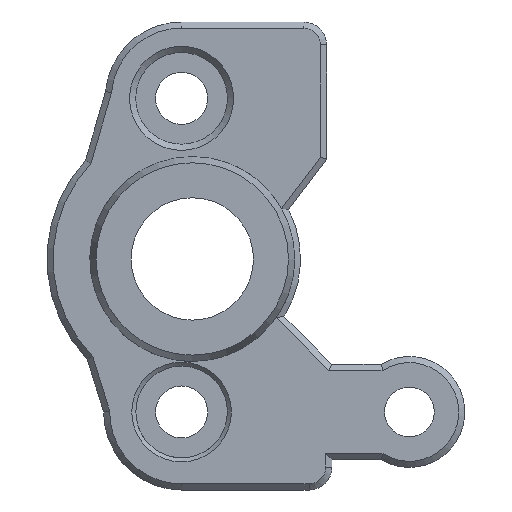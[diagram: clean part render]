
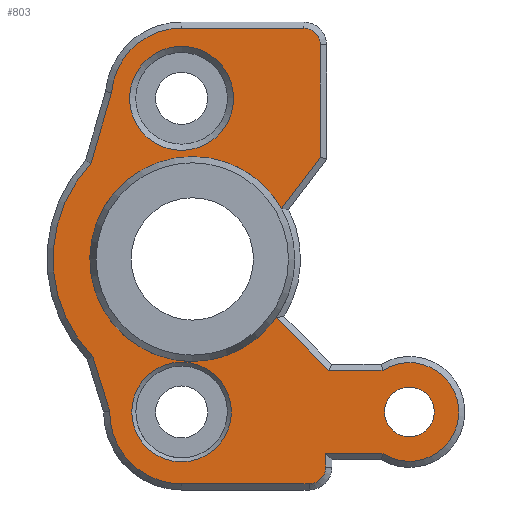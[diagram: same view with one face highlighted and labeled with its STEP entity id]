
A CAD part, front view. The second image highlights one B-rep face of the part: STEP entity #803.
In plain terms, the highlighted planar face has unit normal (0, -1, 0).
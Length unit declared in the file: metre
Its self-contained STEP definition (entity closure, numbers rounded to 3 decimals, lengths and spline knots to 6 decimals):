
#23=PLANE('',#898);
#49=LINE('',#1261,#107);
#52=LINE('',#1267,#110);
#54=LINE('',#1279,#112);
#56=LINE('',#1291,#114);
#60=LINE('',#1303,#118);
#62=LINE('',#1311,#120);
#65=LINE('',#1317,#123);
#69=LINE('',#1324,#127);
#70=LINE('',#1326,#128);
#78=LINE('',#1349,#136);
#107=VECTOR('',#1000,1.);
#110=VECTOR('',#1005,1.);
#112=VECTOR('',#1019,1.);
#114=VECTOR('',#1033,1.);
#118=VECTOR('',#1045,1.);
#120=VECTOR('',#1055,1.);
#123=VECTOR('',#1060,1.);
#127=VECTOR('',#1066,1.);
#128=VECTOR('',#1069,1.);
#136=VECTOR('',#1093,1.);
#259=ORIENTED_EDGE('',*,*,#457,.F.);
#260=ORIENTED_EDGE('',*,*,#458,.F.);
#261=ORIENTED_EDGE('',*,*,#396,.T.);
#262=ORIENTED_EDGE('',*,*,#447,.T.);
#263=ORIENTED_EDGE('',*,*,#442,.T.);
#264=ORIENTED_EDGE('',*,*,#405,.F.);
#265=ORIENTED_EDGE('',*,*,#459,.T.);
#266=ORIENTED_EDGE('',*,*,#439,.T.);
#267=ORIENTED_EDGE('',*,*,#438,.T.);
#268=ORIENTED_EDGE('',*,*,#435,.T.);
#269=ORIENTED_EDGE('',*,*,#432,.T.);
#270=ORIENTED_EDGE('',*,*,#429,.T.);
#271=ORIENTED_EDGE('',*,*,#426,.T.);
#272=ORIENTED_EDGE('',*,*,#423,.T.);
#273=ORIENTED_EDGE('',*,*,#420,.T.);
#274=ORIENTED_EDGE('',*,*,#417,.T.);
#275=ORIENTED_EDGE('',*,*,#411,.T.);
#276=ORIENTED_EDGE('',*,*,#414,.T.);
#277=ORIENTED_EDGE('',*,*,#446,.T.);
#278=ORIENTED_EDGE('',*,*,#392,.F.);
#392=EDGE_CURVE('',#502,#502,#575,.T.);
#396=EDGE_CURVE('',#504,#506,#579,.T.);
#405=EDGE_CURVE('',#513,#514,#584,.T.);
#411=EDGE_CURVE('',#516,#519,#587,.T.);
#414=EDGE_CURVE('',#519,#521,#49,.T.);
#417=EDGE_CURVE('',#522,#516,#52,.T.);
#420=EDGE_CURVE('',#524,#522,#590,.T.);
#423=EDGE_CURVE('',#526,#524,#54,.T.);
#426=EDGE_CURVE('',#528,#526,#594,.T.);
#429=EDGE_CURVE('',#530,#528,#56,.T.);
#432=EDGE_CURVE('',#532,#530,#597,.T.);
#435=EDGE_CURVE('',#534,#532,#60,.T.);
#438=EDGE_CURVE('',#536,#534,#599,.T.);
#439=EDGE_CURVE('',#538,#536,#62,.T.);
#442=EDGE_CURVE('',#540,#514,#65,.T.);
#446=EDGE_CURVE('',#521,#504,#69,.T.);
#447=EDGE_CURVE('',#506,#540,#70,.T.);
#457=EDGE_CURVE('',#547,#547,#602,.T.);
#458=EDGE_CURVE('',#548,#548,#603,.T.);
#459=EDGE_CURVE('',#513,#538,#78,.T.);
#502=VERTEX_POINT('',#1211);
#504=VERTEX_POINT('',#1215);
#506=VERTEX_POINT('',#1219);
#513=VERTEX_POINT('',#1241);
#514=VERTEX_POINT('',#1243);
#516=VERTEX_POINT('',#1249);
#519=VERTEX_POINT('',#1254);
#521=VERTEX_POINT('',#1260);
#522=VERTEX_POINT('',#1264);
#524=VERTEX_POINT('',#1270);
#526=VERTEX_POINT('',#1276);
#528=VERTEX_POINT('',#1282);
#530=VERTEX_POINT('',#1288);
#532=VERTEX_POINT('',#1294);
#534=VERTEX_POINT('',#1300);
#536=VERTEX_POINT('',#1306);
#538=VERTEX_POINT('',#1312);
#540=VERTEX_POINT('',#1318);
#547=VERTEX_POINT('',#1346);
#548=VERTEX_POINT('',#1348);
#575=CIRCLE('',#848,0.001625);
#579=CIRCLE('',#853,0.003225);
#584=CIRCLE('',#862,0.00669);
#587=CIRCLE('',#867,0.0011);
#590=CIRCLE('',#873,0.0047);
#594=CIRCLE('',#879,0.0091);
#597=CIRCLE('',#884,0.00459);
#599=CIRCLE('',#888,0.0011);
#602=CIRCLE('',#899,0.0034);
#603=CIRCLE('',#900,0.003259);
#645=EDGE_LOOP('',(#259));
#646=EDGE_LOOP('',(#260));
#647=EDGE_LOOP('',(#261,#262,#263,#264,#265,#266,#267,#268,#269,#270,#271,
#272,#273,#274,#275,#276,#277));
#648=EDGE_LOOP('',(#278));
#718=FACE_BOUND('',#645,.T.);
#719=FACE_BOUND('',#646,.T.);
#720=FACE_BOUND('',#647,.T.);
#721=FACE_BOUND('',#648,.T.);
#803=ADVANCED_FACE('',(#718,#719,#720,#721),#23,.T.);
#848=AXIS2_PLACEMENT_3D('',#1210,#952,#953);
#853=AXIS2_PLACEMENT_3D('',#1220,#962,#963);
#862=AXIS2_PLACEMENT_3D('',#1242,#982,#983);
#867=AXIS2_PLACEMENT_3D('',#1255,#994,#995);
#873=AXIS2_PLACEMENT_3D('',#1273,#1012,#1013);
#879=AXIS2_PLACEMENT_3D('',#1285,#1026,#1027);
#884=AXIS2_PLACEMENT_3D('',#1297,#1039,#1040);
#888=AXIS2_PLACEMENT_3D('',#1309,#1051,#1052);
#898=AXIS2_PLACEMENT_3D('',#1344,#1087,#1088);
#899=AXIS2_PLACEMENT_3D('',#1345,#1089,#1090);
#900=AXIS2_PLACEMENT_3D('',#1347,#1091,#1092);
#952=DIRECTION('',(0.,-1.,0.));
#953=DIRECTION('',(0.,0.,-1.));
#962=DIRECTION('',(0.,-1.,0.));
#963=DIRECTION('',(0.,0.,1.));
#982=DIRECTION('',(0.,-1.,0.));
#983=DIRECTION('',(0.,0.,-1.));
#994=DIRECTION('',(0.,-1.,0.));
#995=DIRECTION('',(0.,0.,1.));
#1000=DIRECTION('',(0.,0.,1.));
#1005=DIRECTION('',(1.,0.,0.));
#1012=DIRECTION('',(0.,-1.,0.));
#1013=DIRECTION('',(0.,0.,1.));
#1019=DIRECTION('',(0.296,0.,-0.955));
#1026=DIRECTION('',(0.,-1.,0.));
#1027=DIRECTION('',(0.,0.,1.));
#1033=DIRECTION('',(-0.279,0.,-0.96));
#1039=DIRECTION('',(0.,-1.,0.));
#1040=DIRECTION('',(0.,0.,1.));
#1045=DIRECTION('',(-1.,0.,0.));
#1051=DIRECTION('',(0.,-1.,0.));
#1052=DIRECTION('',(0.,0.,1.));
#1055=DIRECTION('',(0.,0.,1.));
#1060=DIRECTION('',(-0.707,0.,0.707));
#1066=DIRECTION('',(1.,0.,0.));
#1069=DIRECTION('',(-1.,0.,0.));
#1087=DIRECTION('',(0.,-1.,0.));
#1088=DIRECTION('',(1.,0.,0.));
#1089=DIRECTION('',(0.,-1.,0.));
#1090=DIRECTION('',(0.,0.,-1.));
#1091=DIRECTION('',(0.,-1.,0.));
#1092=DIRECTION('',(0.,0.,-1.));
#1093=DIRECTION('',(0.605,0.,0.796));
#1210=CARTESIAN_POINT('',(-0.041557,0.003889,0.080364));
#1211=CARTESIAN_POINT('',(-0.041557,0.003889,0.078739));
#1215=CARTESIAN_POINT('',(-0.043282,0.003889,0.077639));
#1219=CARTESIAN_POINT('',(-0.043282,0.003889,0.083089));
#1220=CARTESIAN_POINT('',(-0.041557,0.003889,0.080364));
#1241=CARTESIAN_POINT('',(-0.049925,0.003889,0.093658));
#1242=CARTESIAN_POINT('',(-0.055748,0.003889,0.090364));
#1243=CARTESIAN_POINT('',(-0.050261,0.003889,0.086537));
#1249=CARTESIAN_POINT('',(-0.048118,0.003889,0.075664));
#1254=CARTESIAN_POINT('',(-0.047018,0.003889,0.076764));
#1255=CARTESIAN_POINT('',(-0.048118,0.003889,0.076764));
#1260=CARTESIAN_POINT('',(-0.047018,0.003889,0.077639));
#1261=CARTESIAN_POINT('',(-0.047018,0.003889,0.076764));
#1264=CARTESIAN_POINT('',(-0.056448,0.003889,0.075664));
#1267=CARTESIAN_POINT('',(-0.056448,0.003889,0.075664));
#1270=CARTESIAN_POINT('',(-0.061148,0.003889,0.080424));
#1273=CARTESIAN_POINT('',(-0.056448,0.003889,0.080364));
#1276=CARTESIAN_POINT('',(-0.062257,0.003889,0.084006));
#1279=CARTESIAN_POINT('',(-0.062257,0.003889,0.084006));
#1282=CARTESIAN_POINT('',(-0.062369,0.003889,0.096608));
#1285=CARTESIAN_POINT('',(-0.055748,0.003889,0.090364));
#1288=CARTESIAN_POINT('',(-0.061023,0.003889,0.101239));
#1291=CARTESIAN_POINT('',(-0.061023,0.003889,0.101239));
#1294=CARTESIAN_POINT('',(-0.056448,0.003889,0.105454));
#1297=CARTESIAN_POINT('',(-0.056448,0.003889,0.100864));
#1300=CARTESIAN_POINT('',(-0.048469,0.003889,0.105454));
#1303=CARTESIAN_POINT('',(-0.048469,0.003889,0.105454));
#1306=CARTESIAN_POINT('',(-0.047369,0.003889,0.104354));
#1309=CARTESIAN_POINT('',(-0.048469,0.003889,0.104354));
#1311=CARTESIAN_POINT('',(-0.047369,0.003889,0.097024));
#1312=CARTESIAN_POINT('',(-0.047369,0.003889,0.097024));
#1317=CARTESIAN_POINT('',(-0.046814,0.003889,0.083089));
#1318=CARTESIAN_POINT('',(-0.046814,0.003889,0.083089));
#1324=CARTESIAN_POINT('',(-0.047018,0.003889,0.077639));
#1326=CARTESIAN_POINT('',(-0.043282,0.003889,0.083089));
#1344=CARTESIAN_POINT('',(-0.056948,0.003889,0.094319));
#1345=CARTESIAN_POINT('',(-0.056448,0.003889,0.100864));
#1346=CARTESIAN_POINT('',(-0.056448,0.003889,0.097464));
#1347=CARTESIAN_POINT('',(-0.056448,0.003889,0.080364));
#1348=CARTESIAN_POINT('',(-0.056448,0.003889,0.077106));
#1349=CARTESIAN_POINT('',(-0.049925,0.003889,0.093658));
